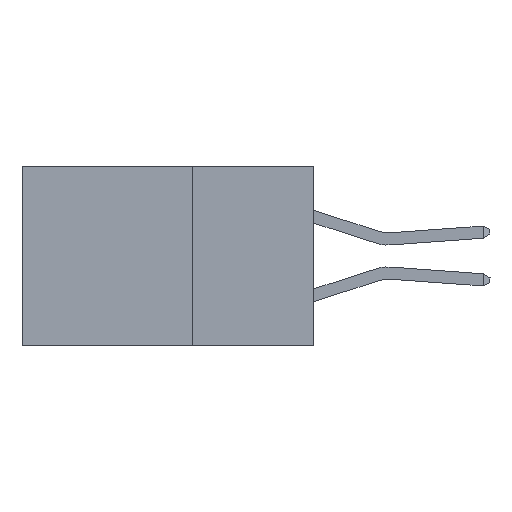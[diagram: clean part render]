
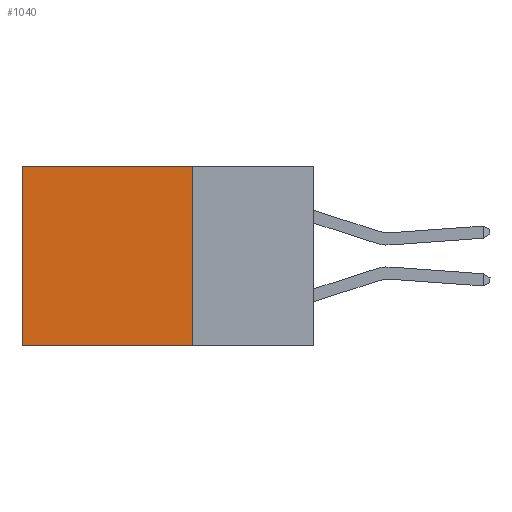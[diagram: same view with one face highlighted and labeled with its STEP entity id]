
A CAD part, left-side view. The second image highlights one B-rep face of the part: STEP entity #1040.
In plain terms, the highlighted planar face has unit normal (-1, 0, 0).
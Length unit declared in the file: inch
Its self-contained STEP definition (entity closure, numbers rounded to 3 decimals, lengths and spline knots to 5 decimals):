
#264 = VERTEX_POINT ( 'NONE', #4387 ) ;
#316 = CARTESIAN_POINT ( 'NONE',  ( 0.2875, 0.25, 0. ) ) ;
#726 = EDGE_CURVE ( 'NONE', #2650, #5835, #7352, .T. ) ;
#1040 = ADVANCED_FACE ( 'NONE', ( #19098 ), #10832, .F. ) ;
#1569 = ORIENTED_EDGE ( 'NONE', *, *, #10321, .T. ) ;
#2455 = VECTOR ( 'NONE', #11349, 39.37008 ) ;
#2523 = AXIS2_PLACEMENT_3D ( 'NONE', #316, #6057, #5911 ) ;
#2650 = VERTEX_POINT ( 'NONE', #17833 ) ;
#2717 = DIRECTION ( 'NONE',  ( 0., 1., 0. ) ) ;
#2941 = LINE ( 'NONE', #17403, #11124 ) ;
#2992 = VECTOR ( 'NONE', #9969, 39.37008 ) ;
#3516 = VECTOR ( 'NONE', #15157, 39.37008 ) ;
#4387 = CARTESIAN_POINT ( 'NONE',  ( 0.2875, 0.25, -0.37 ) ) ;
#5372 = CARTESIAN_POINT ( 'NONE',  ( 0.2875, 0.6, 0. ) ) ;
#5835 = VERTEX_POINT ( 'NONE', #15072 ) ;
#5911 = DIRECTION ( 'NONE',  ( 0., 0., -1. ) ) ;
#6057 = DIRECTION ( 'NONE',  ( 1., 0., 0. ) ) ;
#6638 = ORIENTED_EDGE ( 'NONE', *, *, #12544, .F. ) ;
#6897 = CARTESIAN_POINT ( 'NONE',  ( 0.2875, 0.25, 0. ) ) ;
#7352 = LINE ( 'NONE', #6897, #2992 ) ;
#9969 = DIRECTION ( 'NONE',  ( 0., 1., 0. ) ) ;
#10321 = EDGE_CURVE ( 'NONE', #5835, #15863, #19897, .T. ) ;
#10752 = EDGE_CURVE ( 'NONE', #2650, #264, #16048, .T. ) ;
#10832 = PLANE ( 'NONE',  #2523 ) ;
#11124 = VECTOR ( 'NONE', #2717, 39.37008 ) ;
#11349 = DIRECTION ( 'NONE',  ( 0., 0., -1. ) ) ;
#11596 = EDGE_LOOP ( 'NONE', ( #1569, #6638, #20841, #15308 ) ) ;
#12544 = EDGE_CURVE ( 'NONE', #264, #15863, #2941, .T. ) ;
#15072 = CARTESIAN_POINT ( 'NONE',  ( 0.2875, 0.6, 0. ) ) ;
#15157 = DIRECTION ( 'NONE',  ( 0., 0., -1. ) ) ;
#15308 = ORIENTED_EDGE ( 'NONE', *, *, #726, .T. ) ;
#15863 = VERTEX_POINT ( 'NONE', #18030 ) ;
#16048 = LINE ( 'NONE', #21143, #2455 ) ;
#17403 = CARTESIAN_POINT ( 'NONE',  ( 0.2875, 0.25, -0.37 ) ) ;
#17833 = CARTESIAN_POINT ( 'NONE',  ( 0.2875, 0.25, 0. ) ) ;
#18030 = CARTESIAN_POINT ( 'NONE',  ( 0.2875, 0.6, -0.37 ) ) ;
#19098 = FACE_OUTER_BOUND ( 'NONE', #11596, .T. ) ;
#19897 = LINE ( 'NONE', #5372, #3516 ) ;
#20841 = ORIENTED_EDGE ( 'NONE', *, *, #10752, .F. ) ;
#21143 = CARTESIAN_POINT ( 'NONE',  ( 0.2875, 0.25, 0. ) ) ;
